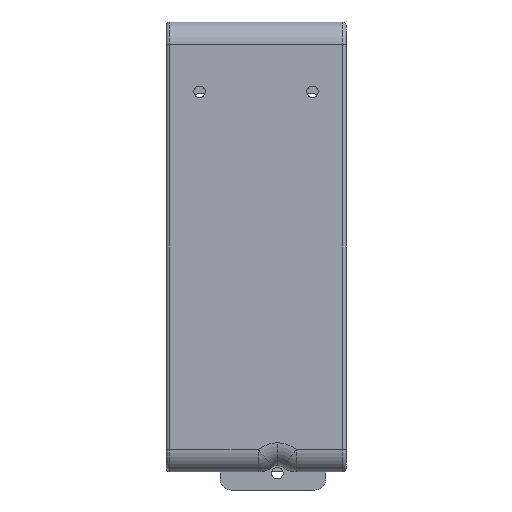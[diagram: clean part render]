
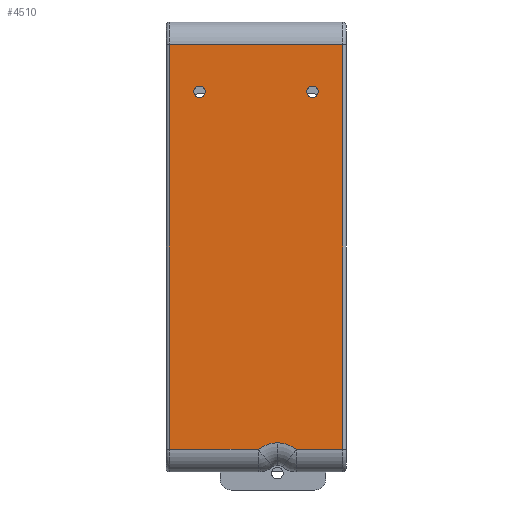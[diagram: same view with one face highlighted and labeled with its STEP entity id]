
A CAD part, front view. The second image highlights one B-rep face of the part: STEP entity #4510.
In plain terms, the highlighted planar face has unit normal (0, -1, 0).
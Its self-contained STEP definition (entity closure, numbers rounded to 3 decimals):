
#28 = ORIENTED_EDGE ( 'NONE', *, *, #2418, .T. ) ;
#93 = CIRCLE ( 'NONE', #8358, 13.5 ) ;
#134 = DIRECTION ( 'NONE',  ( 0., 0., 1. ) ) ;
#195 = VERTEX_POINT ( 'NONE', #4101 ) ;
#287 = CARTESIAN_POINT ( 'NONE',  ( 80., 0., -190. ) ) ;
#530 = AXIS2_PLACEMENT_3D ( 'NONE', #7905, #2897, #1197 ) ;
#702 = LINE ( 'NONE', #4333, #9325 ) ;
#1022 = VERTEX_POINT ( 'NONE', #4923 ) ;
#1036 = VERTEX_POINT ( 'NONE', #6671 ) ;
#1197 = DIRECTION ( 'NONE',  ( 0., 0., 1. ) ) ;
#1206 = CARTESIAN_POINT ( 'NONE',  ( 49.5, 0., -200.5 ) ) ;
#1497 = VECTOR ( 'NONE', #2761, 1000. ) ;
#1719 = EDGE_CURVE ( 'NONE', #1965, #9129, #2654, .T. ) ;
#1764 = AXIS2_PLACEMENT_3D ( 'NONE', #10569, #6353, #7962 ) ;
#1787 = DIRECTION ( 'NONE',  ( 0., 1., 0. ) ) ;
#1897 = CIRCLE ( 'NONE', #8243, 13.5 ) ;
#1965 = VERTEX_POINT ( 'NONE', #6262 ) ;
#1988 = CARTESIAN_POINT ( 'NONE',  ( 78.5, 0., -10. ) ) ;
#2042 = DIRECTION ( 'NONE',  ( 0., 0., 1. ) ) ;
#2278 = EDGE_CURVE ( 'NONE', #1036, #5260, #7334, .T. ) ;
#2418 = EDGE_CURVE ( 'NONE', #3897, #8034, #1897, .T. ) ;
#2490 = CARTESIAN_POINT ( 'NONE',  ( 14.9, 0., -28.45 ) ) ;
#2617 = EDGE_LOOP ( 'NONE', ( #10794, #8396 ) ) ;
#2646 = FACE_OUTER_BOUND ( 'NONE', #4298, .T. ) ;
#2654 = LINE ( 'NONE', #10236, #10752 ) ;
#2747 = DIRECTION ( 'NONE',  ( 0., 0., 1. ) ) ;
#2761 = DIRECTION ( 'NONE',  ( -1., 0., 0. ) ) ;
#2782 = VERTEX_POINT ( 'NONE', #3129 ) ;
#2897 = DIRECTION ( 'NONE',  ( 0., 1., 0. ) ) ;
#3129 = CARTESIAN_POINT ( 'NONE',  ( 1.5, 0., -190. ) ) ;
#3157 = CIRCLE ( 'NONE', #5551, 2.55 ) ;
#3247 = ORIENTED_EDGE ( 'NONE', *, *, #2278, .T. ) ;
#3273 = CIRCLE ( 'NONE', #530, 2.55 ) ;
#3381 = DIRECTION ( 'NONE',  ( 0., 0., 1. ) ) ;
#3544 = EDGE_CURVE ( 'NONE', #195, #1022, #3157, .T. ) ;
#3646 = DIRECTION ( 'NONE',  ( 0., 0., 1. ) ) ;
#3736 = VECTOR ( 'NONE', #9548, 1000. ) ;
#3864 = ORIENTED_EDGE ( 'NONE', *, *, #1719, .T. ) ;
#3872 = LINE ( 'NONE', #4527, #3736 ) ;
#3897 = VERTEX_POINT ( 'NONE', #4677 ) ;
#4101 = CARTESIAN_POINT ( 'NONE',  ( 65.1, 0., -33.55 ) ) ;
#4298 = EDGE_LOOP ( 'NONE', ( #28, #6020, #4437, #3864, #4686, #5898, #9709 ) ) ;
#4333 = CARTESIAN_POINT ( 'NONE',  ( 1.5, 0., -190. ) ) ;
#4437 = ORIENTED_EDGE ( 'NONE', *, *, #8656, .F. ) ;
#4510 = ADVANCED_FACE ( 'NONE', ( #2646, #4998, #10742 ), #6316, .F. ) ;
#4527 = CARTESIAN_POINT ( 'NONE',  ( 80., 0., -190. ) ) ;
#4677 = CARTESIAN_POINT ( 'NONE',  ( 41.015, 0., -190. ) ) ;
#4686 = ORIENTED_EDGE ( 'NONE', *, *, #10731, .T. ) ;
#4713 = EDGE_LOOP ( 'NONE', ( #8511, #3247 ) ) ;
#4844 = EDGE_CURVE ( 'NONE', #5260, #1036, #5525, .T. ) ;
#4887 = EDGE_CURVE ( 'NONE', #1022, #195, #3273, .T. ) ;
#4913 = VERTEX_POINT ( 'NONE', #10358 ) ;
#4923 = CARTESIAN_POINT ( 'NONE',  ( 65.1, 0., -28.45 ) ) ;
#4962 = VERTEX_POINT ( 'NONE', #8893 ) ;
#4998 = FACE_BOUND ( 'NONE', #2617, .T. ) ;
#5175 = CARTESIAN_POINT ( 'NONE',  ( 65.1, 0., -31. ) ) ;
#5260 = VERTEX_POINT ( 'NONE', #2490 ) ;
#5380 = DIRECTION ( 'NONE',  ( -1., 0., 0. ) ) ;
#5448 = CARTESIAN_POINT ( 'NONE',  ( 14.9, 0., -31. ) ) ;
#5525 = CIRCLE ( 'NONE', #7568, 2.55 ) ;
#5551 = AXIS2_PLACEMENT_3D ( 'NONE', #5175, #9289, #134 ) ;
#5898 = ORIENTED_EDGE ( 'NONE', *, *, #8023, .T. ) ;
#6020 = ORIENTED_EDGE ( 'NONE', *, *, #6679, .T. ) ;
#6142 = DIRECTION ( 'NONE',  ( 0., 1., 0. ) ) ;
#6183 = DIRECTION ( 'NONE',  ( 0., 1., 0. ) ) ;
#6262 = CARTESIAN_POINT ( 'NONE',  ( 78.5, 0., -190. ) ) ;
#6300 = LINE ( 'NONE', #9532, #10601 ) ;
#6316 = PLANE ( 'NONE',  #1764 ) ;
#6353 = DIRECTION ( 'NONE',  ( 0., 1., 0. ) ) ;
#6596 = LINE ( 'NONE', #287, #1497 ) ;
#6671 = CARTESIAN_POINT ( 'NONE',  ( 14.9, 0., -33.55 ) ) ;
#6679 = EDGE_CURVE ( 'NONE', #8034, #4913, #93, .T. ) ;
#6702 = EDGE_CURVE ( 'NONE', #3897, #2782, #3872, .T. ) ;
#7001 = DIRECTION ( 'NONE',  ( 0., 0., 1. ) ) ;
#7334 = CIRCLE ( 'NONE', #10352, 2.55 ) ;
#7562 = DIRECTION ( 'NONE',  ( 0., 0., -1. ) ) ;
#7568 = AXIS2_PLACEMENT_3D ( 'NONE', #5448, #6142, #7001 ) ;
#7619 = CARTESIAN_POINT ( 'NONE',  ( 14.9, 0., -31. ) ) ;
#7905 = CARTESIAN_POINT ( 'NONE',  ( 65.1, 0., -31. ) ) ;
#7962 = DIRECTION ( 'NONE',  ( 0., 0., 1. ) ) ;
#8023 = EDGE_CURVE ( 'NONE', #4962, #2782, #702, .T. ) ;
#8034 = VERTEX_POINT ( 'NONE', #10057 ) ;
#8243 = AXIS2_PLACEMENT_3D ( 'NONE', #1206, #6183, #3646 ) ;
#8358 = AXIS2_PLACEMENT_3D ( 'NONE', #9481, #10324, #2042 ) ;
#8396 = ORIENTED_EDGE ( 'NONE', *, *, #3544, .T. ) ;
#8511 = ORIENTED_EDGE ( 'NONE', *, *, #4844, .T. ) ;
#8656 = EDGE_CURVE ( 'NONE', #1965, #4913, #6596, .T. ) ;
#8893 = CARTESIAN_POINT ( 'NONE',  ( 1.5, 0., -10. ) ) ;
#9129 = VERTEX_POINT ( 'NONE', #1988 ) ;
#9289 = DIRECTION ( 'NONE',  ( 0., 1., 0. ) ) ;
#9325 = VECTOR ( 'NONE', #7562, 1000. ) ;
#9481 = CARTESIAN_POINT ( 'NONE',  ( 49.5, 0., -200.5 ) ) ;
#9532 = CARTESIAN_POINT ( 'NONE',  ( 80., 0., -10. ) ) ;
#9548 = DIRECTION ( 'NONE',  ( -1., 0., 0. ) ) ;
#9709 = ORIENTED_EDGE ( 'NONE', *, *, #6702, .F. ) ;
#10057 = CARTESIAN_POINT ( 'NONE',  ( 49.5, 0., -187. ) ) ;
#10236 = CARTESIAN_POINT ( 'NONE',  ( 78.5, 0., -10. ) ) ;
#10324 = DIRECTION ( 'NONE',  ( 0., 1., 0. ) ) ;
#10352 = AXIS2_PLACEMENT_3D ( 'NONE', #7619, #1787, #3381 ) ;
#10358 = CARTESIAN_POINT ( 'NONE',  ( 57.985, 0., -190. ) ) ;
#10569 = CARTESIAN_POINT ( 'NONE',  ( 80., 0., -10. ) ) ;
#10601 = VECTOR ( 'NONE', #5380, 1000. ) ;
#10731 = EDGE_CURVE ( 'NONE', #9129, #4962, #6300, .T. ) ;
#10742 = FACE_BOUND ( 'NONE', #4713, .T. ) ;
#10752 = VECTOR ( 'NONE', #2747, 1000. ) ;
#10794 = ORIENTED_EDGE ( 'NONE', *, *, #4887, .T. ) ;
